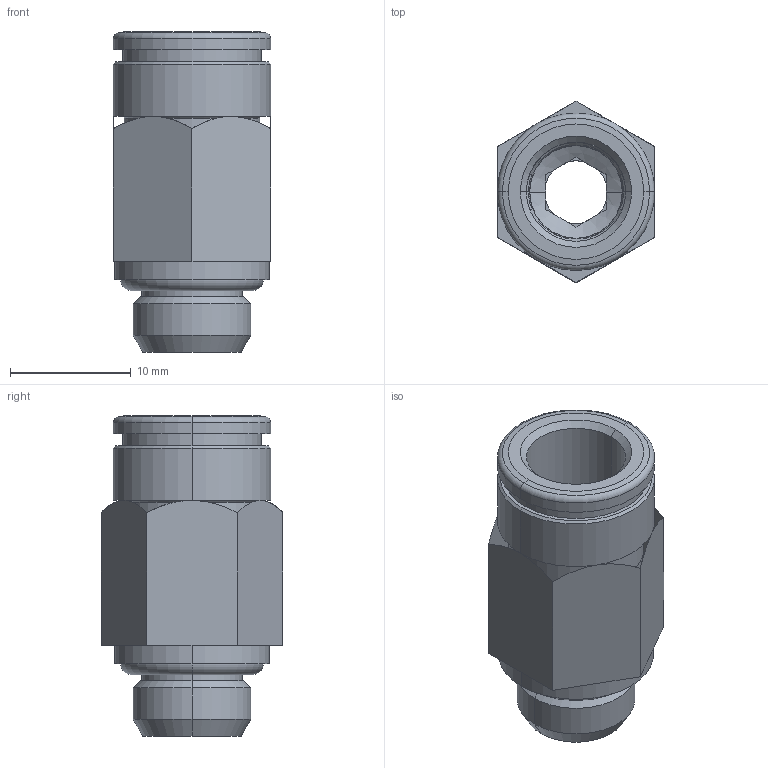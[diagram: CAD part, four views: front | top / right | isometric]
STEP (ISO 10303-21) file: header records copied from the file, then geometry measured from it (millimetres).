
FILE_DESCRIPTION((''),'2;1');
FILE_NAME('1070_Steckverschraubung_1_8.stp','2011-12-05T08:17:31',('pascalzweiacker'),(''),'Autodesk Inventor 2012','Autodesk Inventor 2012','');
FILE_SCHEMA(('AUTOMOTIVE_DESIGN { 1 0 10303 214 1 1 1 1 }'));
Length unit declared in the file: millimetre
Products named in the file (1): 1070_Steckverschraubung_1_8
Bounding box: 13 x 15.01 x 26.5 mm (x, y, z)
Volume: 1939 mm3; surface area: 3075.2 mm2
Topology: 4 solids, 4 shells, 272 faces, 711 edges, 451 vertices
Faces by surface type: plane 89, cylinder 86, cone 51, torus 46
Entity records: 9458 total; most frequent: CARTESIAN_POINT 2630, DIRECTION 1498, ORIENTED_EDGE 1422, EDGE_CURVE 711, AXIS2_PLACEMENT_3D 615, VERTEX_POINT 451, CIRCLE 342, EDGE_LOOP 290
